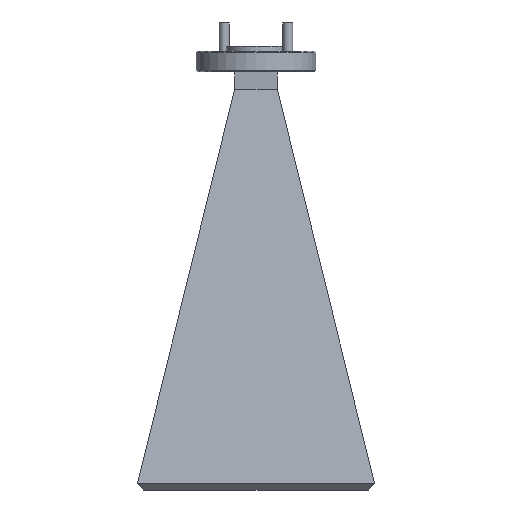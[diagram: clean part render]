
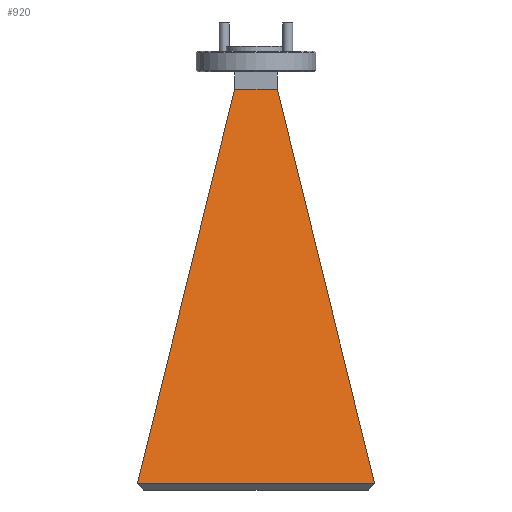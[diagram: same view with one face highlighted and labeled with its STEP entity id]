
A CAD part, front view. The second image highlights one B-rep face of the part: STEP entity #920.
In plain terms, the highlighted planar face has unit normal (0, -0.982, 0.19).
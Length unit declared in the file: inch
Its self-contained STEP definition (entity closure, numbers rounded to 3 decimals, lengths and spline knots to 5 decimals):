
#86 = LINE ( 'NONE', #641, #1258 ) ;
#111 = CARTESIAN_POINT ( 'NONE',  ( 0., -0.097, -0.27 ) ) ;
#122 = DIRECTION ( 'NONE',  ( -0.235, 0.185, 0.954 ) ) ;
#145 = VECTOR ( 'NONE', #1463, 39.37008 ) ;
#184 = DIRECTION ( 'NONE',  ( 1., 0., 0. ) ) ;
#288 = VERTEX_POINT ( 'NONE', #760 ) ;
#332 = DIRECTION ( 'NONE',  ( 0., -0.982, 0.19 ) ) ;
#489 = ORIENTED_EDGE ( 'NONE', *, *, #1276, .T. ) ;
#535 = CARTESIAN_POINT ( 'NONE',  ( 0.74267, -0.57489, -2.73811 ) ) ;
#540 = FACE_OUTER_BOUND ( 'NONE', #1192, .T. ) ;
#627 = VECTOR ( 'NONE', #1565, 39.37008 ) ;
#641 = CARTESIAN_POINT ( 'NONE',  ( 0.753, -0.583, -2.78 ) ) ;
#757 = ORIENTED_EDGE ( 'NONE', *, *, #853, .F. ) ;
#760 = CARTESIAN_POINT ( 'NONE',  ( -0.134, -0.097, -0.27 ) ) ;
#853 = EDGE_CURVE ( 'NONE', #1082, #288, #1236, .T. ) ;
#898 = PLANE ( 'NONE',  #1562 ) ;
#920 = ADVANCED_FACE ( 'NONE', ( #540 ), #898, .T. ) ;
#928 = CARTESIAN_POINT ( 'NONE',  ( 0., -0.57489, -2.73811 ) ) ;
#1053 = LINE ( 'NONE', #928, #2089 ) ;
#1082 = VERTEX_POINT ( 'NONE', #2046 ) ;
#1192 = EDGE_LOOP ( 'NONE', ( #757, #1412, #2352, #489 ) ) ;
#1236 = LINE ( 'NONE', #1432, #145 ) ;
#1258 = VECTOR ( 'NONE', #122, 39.37008 ) ;
#1261 = LINE ( 'NONE', #111, #627 ) ;
#1276 = EDGE_CURVE ( 'NONE', #1870, #288, #1261, .T. ) ;
#1412 = ORIENTED_EDGE ( 'NONE', *, *, #2030, .T. ) ;
#1432 = CARTESIAN_POINT ( 'NONE',  ( -0.753, -0.583, -2.78 ) ) ;
#1463 = DIRECTION ( 'NONE',  ( 0.235, 0.185, 0.954 ) ) ;
#1562 = AXIS2_PLACEMENT_3D ( 'NONE', #1628, #332, #1621 ) ;
#1565 = DIRECTION ( 'NONE',  ( -1., 0., 0. ) ) ;
#1621 = DIRECTION ( 'NONE',  ( 0., -0.19, -0.982 ) ) ;
#1628 = CARTESIAN_POINT ( 'NONE',  ( 0., -0.04311, 0.00835 ) ) ;
#1730 = EDGE_CURVE ( 'NONE', #2098, #1870, #86, .T. ) ;
#1870 = VERTEX_POINT ( 'NONE', #2340 ) ;
#2030 = EDGE_CURVE ( 'NONE', #1082, #2098, #1053, .T. ) ;
#2046 = CARTESIAN_POINT ( 'NONE',  ( -0.74267, -0.57489, -2.73811 ) ) ;
#2089 = VECTOR ( 'NONE', #184, 39.37008 ) ;
#2098 = VERTEX_POINT ( 'NONE', #535 ) ;
#2340 = CARTESIAN_POINT ( 'NONE',  ( 0.134, -0.097, -0.27 ) ) ;
#2352 = ORIENTED_EDGE ( 'NONE', *, *, #1730, .T. ) ;
